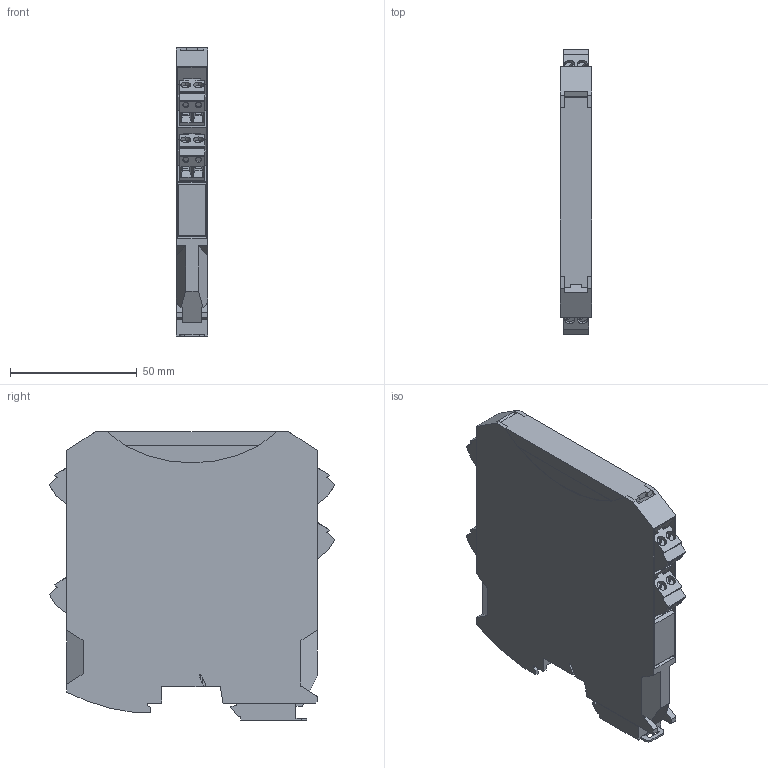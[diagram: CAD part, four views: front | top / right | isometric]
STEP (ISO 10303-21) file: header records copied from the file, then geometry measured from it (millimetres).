
FILE_DESCRIPTION(('Creo Elements/Direct Modeling STEP Export'),'2;1');
FILE_NAME('model.stp','2021-02-25T 8:55:29',(''),(''),'Creo Elements/Direct Modeling STEP processor for AP214 (Solid Model)','Creo Elements/Direct Modeling 20.1D 10-Oct-2020 (C) Parametric Technology GmbH','');
FILE_SCHEMA(('AUTOMOTIVE_DESIGN { 1 0 10303 214 1 1 1 1 }'));
Length unit declared in the file: millimetre
Products named in the file (5): MSTBTP_2.5_2-ST_BU-select; ME_MAX_B-12.5_GY-select.1; MAXC_12.5-GY-SOCKEL-select; MSTBTP_2.5_2-ST_GY7035-select.1; MACX_MCR_12.5_146_A_2-select
Assembly tree (7 placements, depth 2):
  MACX_MCR_12.5_146_A_2-select
    MSTBTP_2.5_2-ST_BU-select  x2
    MSTBTP_2.5_2-ST_GY7035-select.1  x2
    ME_MAX_B-12.5_GY-select.1  x2
    MAXC_12.5-GY-SOCKEL-select
Bounding box: 12.6 x 112.56 x 113.7 mm (x, y, z)
Volume: 125819.1 mm3; surface area: 40956.6 mm2
Topology: 7 solids, 7 shells, 948 faces, 2531 edges, 1670 vertices
Faces by surface type: plane 809, cylinder 123, cone 16
Entity records: 24667 total; most frequent: ORIENTED_EDGE 3550, CARTESIAN_POINT 3371, DIRECTION 2896, EDGE_CURVE 1775, VECTOR 1494, LINE 1494, VERTEX_POINT 1176, EDGE_LOOP 715
